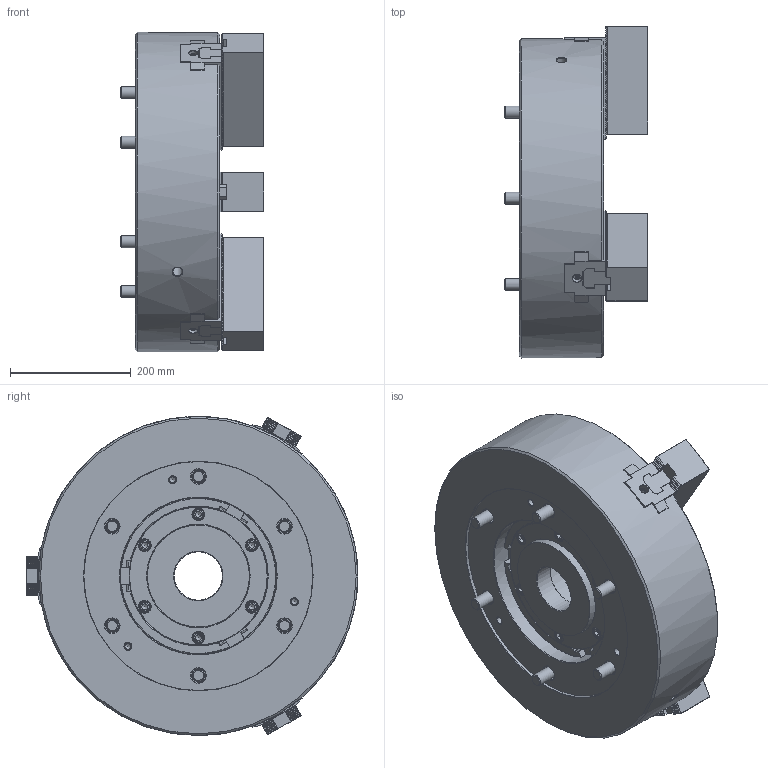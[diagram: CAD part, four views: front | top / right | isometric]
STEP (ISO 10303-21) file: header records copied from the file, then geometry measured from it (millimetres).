
FILE_DESCRIPTION( ( 'Unknown' ), '1' );
FILE_NAME( 'B21_ASY.stp', 'Unknown', ( 'Unknown' ), ( 'Unknown' ), 'PSStep 16.0.42', 'Unknown', ' ' );
FILE_SCHEMA( ( 'AUTOMOTIVE_DESIGN { 1 0 10303 214 1 1 1 1 }' ) );
Length unit declared in the file: millimetre
Products named in the file (1): 61P2093848 ƒ{ƒf[(ŽÐŠO’ño—piŠÈˆÕŒ`ój)
Bounding box: 238 x 551 x 530 mm (x, y, z)
Volume: 29139619.5 mm3; surface area: 1568111.1 mm2
Topology: 1 solids, 35 shells, 4388 faces, 15041 edges, 9421 vertices
Faces by surface type: plane 3616, cylinder 392, cone 278, extrusion 48, torus 48, sphere 6
Full cylindrical faces by diameter (mm): 1.5 x3, 1.9 x3, 3.242 x3, 3.8 x12, 4 x6, 4.2 x3, 4.5 x3, 5 x7, 5.188 x9, 6 x26, 6.6 x6, 8 x3, 9 x3, 10 x6, 10.106 x9, 11 x6, 12 x21, 13.5 x6, 15 x3, 16 x2, 17 x2, 18 x6, 20 x36, 21 x6, 24 x6, 30 x6, 32 x6, 33 x6, 36 x6, 60 x1
Entity records: 194475 total; most frequent: CARTESIAN_POINT 31568, ORIENTED_EDGE 28542, DIRECTION 24099, EDGE_CURVE 14271, VECTOR 12531, LINE 12483, VERTEX_POINT 9201, AXIS2_PLACEMENT_3D 5784
